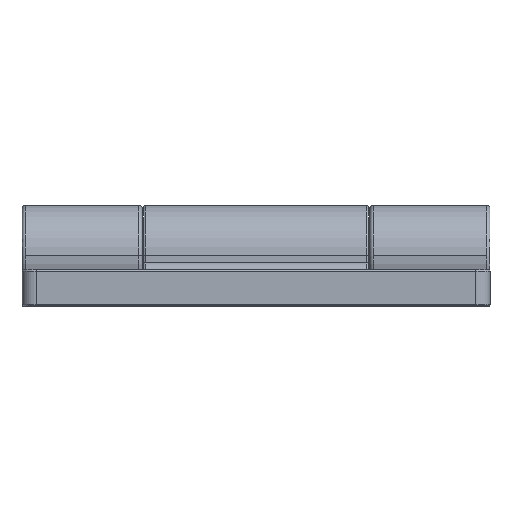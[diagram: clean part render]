
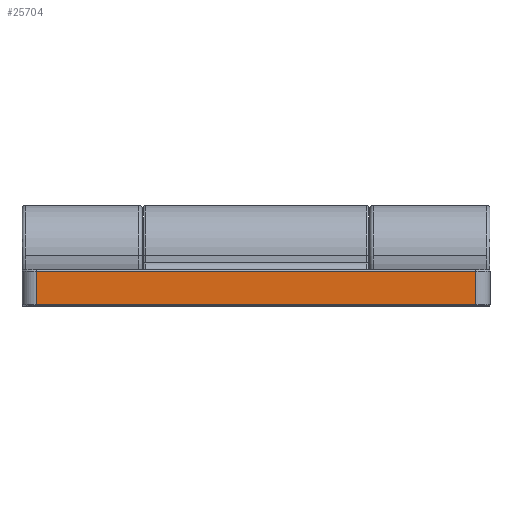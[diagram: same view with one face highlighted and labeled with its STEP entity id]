
A CAD part, top view. The second image highlights one B-rep face of the part: STEP entity #25704.
In plain terms, the highlighted face is planar.
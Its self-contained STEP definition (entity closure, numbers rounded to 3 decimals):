
#1131 = CARTESIAN_POINT ( 'NONE',  ( 2., 0.2, -32.5 ) ) ;
#4888 = LINE ( 'NONE', #4931, #4930 ) ;
#4925 = DIRECTION ( 'NONE',  ( 1., 0., 0. ) ) ;
#4926 = VECTOR ( 'NONE', #4925, 1000. ) ;
#4927 = CARTESIAN_POINT ( 'NONE',  ( 65., 4.8, -32.5 ) ) ;
#4928 = LINE ( 'NONE', #4927, #4926 ) ;
#4929 = DIRECTION ( 'NONE',  ( -1., 0., 0. ) ) ;
#4930 = VECTOR ( 'NONE', #4929, 1000. ) ;
#4931 = CARTESIAN_POINT ( 'NONE',  ( 65., 0.2, -32.5 ) ) ;
#4987 = CARTESIAN_POINT ( 'NONE',  ( 2., 4.8, -32.5 ) ) ;
#5193 = DIRECTION ( 'NONE',  ( 0., 1., 0. ) ) ;
#5194 = VECTOR ( 'NONE', #5193, 1000. ) ;
#5195 = CARTESIAN_POINT ( 'NONE',  ( 2., 0., -32.5 ) ) ;
#5204 = LINE ( 'NONE', #5195, #5194 ) ;
#5962 = CARTESIAN_POINT ( 'NONE',  ( 65., 0., -32.5 ) ) ;
#5963 = AXIS2_PLACEMENT_3D ( 'NONE', #5962, #5993, #5992 ) ;
#5966 = PLANE ( 'NONE',  #5963 ) ;
#5988 = DIRECTION ( 'NONE',  ( 0., -1., 0. ) ) ;
#5989 = VECTOR ( 'NONE', #5988, 1000. ) ;
#5992 = DIRECTION ( 'NONE',  ( 1., 0., 0. ) ) ;
#5993 = DIRECTION ( 'NONE',  ( 0., 0., 1. ) ) ;
#5995 = CARTESIAN_POINT ( 'NONE',  ( 63., 4.8, -32.5 ) ) ;
#6003 = CARTESIAN_POINT ( 'NONE',  ( 63., 0., -32.5 ) ) ;
#6004 = LINE ( 'NONE', #6003, #5989 ) ;
#6005 = CARTESIAN_POINT ( 'NONE',  ( 63., 0.2, -32.5 ) ) ;
#6007 = FACE_OUTER_BOUND ( 'NONE', #25708, .T. ) ;
#18147 = VERTEX_POINT ( 'NONE', #1131 ) ;
#25396 = EDGE_CURVE ( 'NONE', #25713, #18147, #4888, .T. ) ;
#25397 = EDGE_CURVE ( 'NONE', #25439, #25710, #4928, .T. ) ;
#25415 = ORIENTED_EDGE ( 'NONE', *, *, #25397, .T. ) ;
#25438 = ORIENTED_EDGE ( 'NONE', *, *, #25450, .T. ) ;
#25439 = VERTEX_POINT ( 'NONE', #4987 ) ;
#25449 = ORIENTED_EDGE ( 'NONE', *, *, #25396, .T. ) ;
#25450 = EDGE_CURVE ( 'NONE', #18147, #25439, #5204, .T. ) ;
#25704 = ADVANCED_FACE ( 'NONE', ( #6007 ), #5966, .F. ) ;
#25705 = EDGE_CURVE ( 'NONE', #25710, #25713, #6004, .T. ) ;
#25707 = ORIENTED_EDGE ( 'NONE', *, *, #25705, .T. ) ;
#25708 = EDGE_LOOP ( 'NONE', ( #25707, #25449, #25438, #25415 ) ) ;
#25710 = VERTEX_POINT ( 'NONE', #5995 ) ;
#25713 = VERTEX_POINT ( 'NONE', #6005 ) ;
